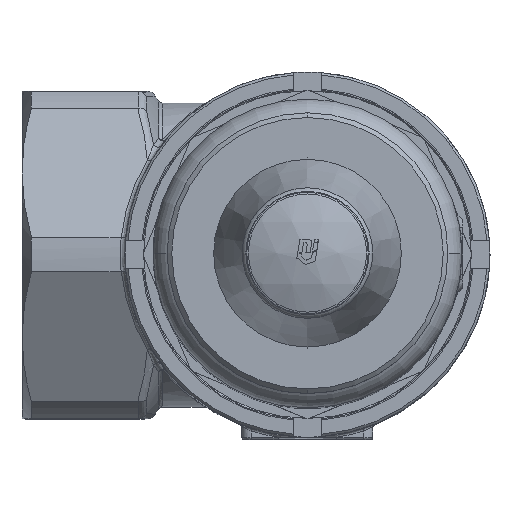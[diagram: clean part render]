
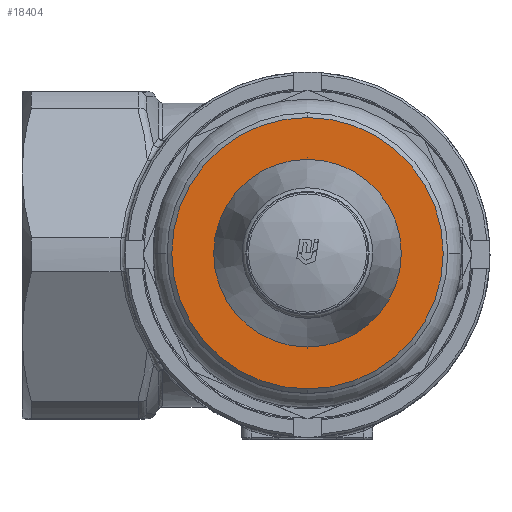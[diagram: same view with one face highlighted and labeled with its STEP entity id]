
A CAD part, top view. The second image highlights one B-rep face of the part: STEP entity #18404.
In plain terms, the highlighted planar face has unit normal (0, 0, 1).
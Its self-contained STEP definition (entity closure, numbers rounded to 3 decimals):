
#17741=CARTESIAN_POINT('',(-0.,-29.,238.));
#17742=VERTEX_POINT('',#17741);
#17743=CARTESIAN_POINT('',(0.,29.,238.));
#17744=VERTEX_POINT('',#17743);
#17745=CARTESIAN_POINT('',(0.,0.,238.));
#17746=DIRECTION('',(-0.,0.,1.));
#17747=DIRECTION('',(0.,1.,-0.));
#17748=AXIS2_PLACEMENT_3D('',#17745,#17746,#17747);
#17749=CIRCLE('',#17748,29.);
#17750=EDGE_CURVE('NONE',#17742,#17744,#17749,.T.);
#18046=CARTESIAN_POINT('',(0.,-20.05,238.));
#18047=VERTEX_POINT('',#18046);
#18048=CARTESIAN_POINT('',(-0.,20.05,238.));
#18049=VERTEX_POINT('',#18048);
#18050=CARTESIAN_POINT('',(0.,0.,238.));
#18051=DIRECTION('',(0.,-0.,-1.));
#18052=DIRECTION('',(0.,1.,-0.));
#18053=AXIS2_PLACEMENT_3D('',#18050,#18051,#18052);
#18054=CIRCLE('',#18053,20.05);
#18055=EDGE_CURVE('NONE',#18047,#18049,#18054,.T.);
#18379=CARTESIAN_POINT('',(30.,0.,238.));
#18380=DIRECTION('',(0.,0.,1.));
#18381=DIRECTION('',(0.,-1.,0.));
#18382=AXIS2_PLACEMENT_3D('',#18379,#18380,#18381);
#18383=PLANE('',#18382);
#18384=CARTESIAN_POINT('',(0.,0.,238.));
#18385=DIRECTION('',(-0.,0.,1.));
#18386=DIRECTION('',(0.,1.,-0.));
#18387=AXIS2_PLACEMENT_3D('',#18384,#18385,#18386);
#18388=CIRCLE('',#18387,29.);
#18389=EDGE_CURVE('NONE',#17744,#17742,#18388,.T.);
#18390=ORIENTED_EDGE('',*,*,#18389,.T.);
#18391=ORIENTED_EDGE('',*,*,#17750,.T.);
#18392=EDGE_LOOP('',(#18390,#18391));
#18393=FACE_BOUND('',#18392,.T.);
#18394=CARTESIAN_POINT('',(0.,0.,238.));
#18395=DIRECTION('',(0.,-0.,-1.));
#18396=DIRECTION('',(0.,1.,-0.));
#18397=AXIS2_PLACEMENT_3D('',#18394,#18395,#18396);
#18398=CIRCLE('',#18397,20.05);
#18399=EDGE_CURVE('NONE',#18049,#18047,#18398,.T.);
#18400=ORIENTED_EDGE('',*,*,#18399,.T.);
#18401=ORIENTED_EDGE('',*,*,#18055,.T.);
#18402=EDGE_LOOP('',(#18400,#18401));
#18403=FACE_BOUND('',#18402,.T.);
#18404=ADVANCED_FACE('NONE',(#18393,#18403),#18383,.T.);
